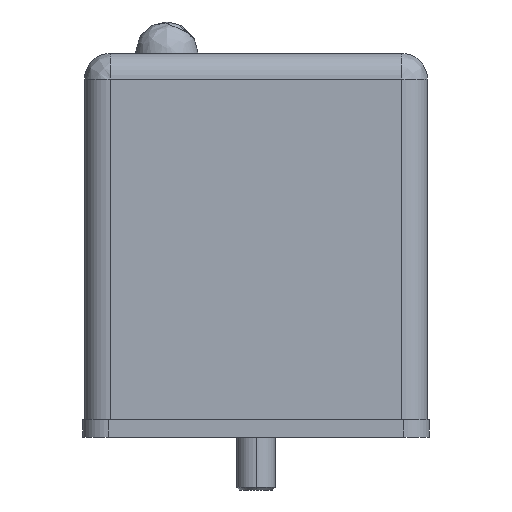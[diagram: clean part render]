
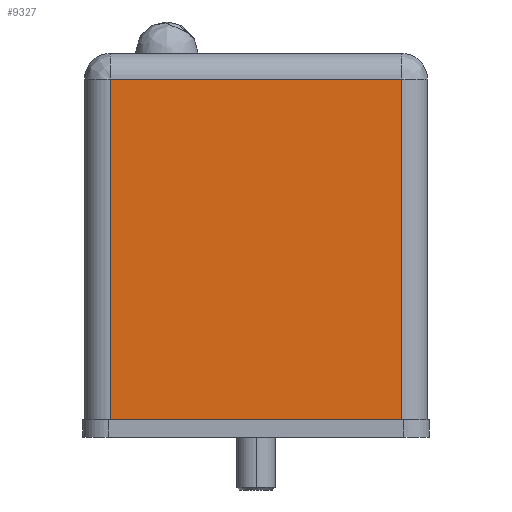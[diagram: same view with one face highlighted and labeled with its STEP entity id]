
A CAD part, left-side view. The second image highlights one B-rep face of the part: STEP entity #9327.
In plain terms, the highlighted planar face has unit normal (-1, 0, 0).
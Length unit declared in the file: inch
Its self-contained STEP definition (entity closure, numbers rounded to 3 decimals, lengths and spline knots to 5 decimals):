
#291 = VECTOR ( 'NONE', #7544, 39.37008 ) ;
#512 = CARTESIAN_POINT ( 'NONE',  ( -0.52559, -0.44685, 0. ) ) ;
#513 = DIRECTION ( 'NONE',  ( 0., 0., 1. ) ) ;
#1378 = DIRECTION ( 'NONE',  ( 0., -1., 0. ) ) ;
#2238 = VECTOR ( 'NONE', #3651, 39.37008 ) ;
#2246 = CARTESIAN_POINT ( 'NONE',  ( -0.52559, -0.44685, 0. ) ) ;
#2393 = ORIENTED_EDGE ( 'NONE', *, *, #10242, .T. ) ;
#2854 = DIRECTION ( 'NONE',  ( 0., 0., -1. ) ) ;
#3004 = FACE_OUTER_BOUND ( 'NONE', #8701, .T. ) ;
#3175 = LINE ( 'NONE', #6658, #3798 ) ;
#3651 = DIRECTION ( 'NONE',  ( 0., 1., 0. ) ) ;
#3798 = VECTOR ( 'NONE', #1378, 39.37008 ) ;
#3834 = LINE ( 'NONE', #7371, #291 ) ;
#3924 = AXIS2_PLACEMENT_3D ( 'NONE', #2246, #4923, #513 ) ;
#3942 = ORIENTED_EDGE ( 'NONE', *, *, #7624, .T. ) ;
#4550 = LINE ( 'NONE', #8090, #4554 ) ;
#4554 = VECTOR ( 'NONE', #2854, 39.37008 ) ;
#4914 = ORIENTED_EDGE ( 'NONE', *, *, #8269, .T. ) ;
#4923 = DIRECTION ( 'NONE',  ( -1., 0., 0. ) ) ;
#5516 = VERTEX_POINT ( 'NONE', #512 ) ;
#5674 = CARTESIAN_POINT ( 'NONE',  ( -0.52559, 0.44685, 1.04331 ) ) ;
#5785 = CARTESIAN_POINT ( 'NONE',  ( -0.52559, 0.44685, 0. ) ) ;
#6280 = VERTEX_POINT ( 'NONE', #7719 ) ;
#6658 = CARTESIAN_POINT ( 'NONE',  ( -0.52559, -0.44685, 0. ) ) ;
#7371 = CARTESIAN_POINT ( 'NONE',  ( -0.52559, -0.44685, 0. ) ) ;
#7544 = DIRECTION ( 'NONE',  ( 0., 0., 1. ) ) ;
#7624 = EDGE_CURVE ( 'NONE', #5516, #6280, #3834, .T. ) ;
#7719 = CARTESIAN_POINT ( 'NONE',  ( -0.52559, -0.44685, 1.04331 ) ) ;
#7992 = ORIENTED_EDGE ( 'NONE', *, *, #9316, .T. ) ;
#8090 = CARTESIAN_POINT ( 'NONE',  ( -0.52559, 0.44685, 0. ) ) ;
#8269 = EDGE_CURVE ( 'NONE', #9329, #9314, #4550, .T. ) ;
#8701 = EDGE_LOOP ( 'NONE', ( #3942, #2393, #4914, #7992 ) ) ;
#9210 = PLANE ( 'NONE',  #3924 ) ;
#9314 = VERTEX_POINT ( 'NONE', #5785 ) ;
#9316 = EDGE_CURVE ( 'NONE', #9314, #5516, #3175, .T. ) ;
#9327 = ADVANCED_FACE ( 'NONE', ( #3004 ), #9210, .T. ) ;
#9329 = VERTEX_POINT ( 'NONE', #5674 ) ;
#9849 = LINE ( 'NONE', #10895, #2238 ) ;
#10242 = EDGE_CURVE ( 'NONE', #6280, #9329, #9849, .T. ) ;
#10895 = CARTESIAN_POINT ( 'NONE',  ( -0.52559, -0.44685, 1.04331 ) ) ;
